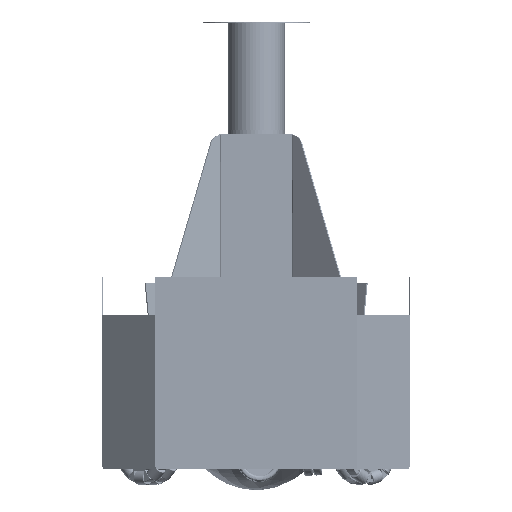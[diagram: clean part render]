
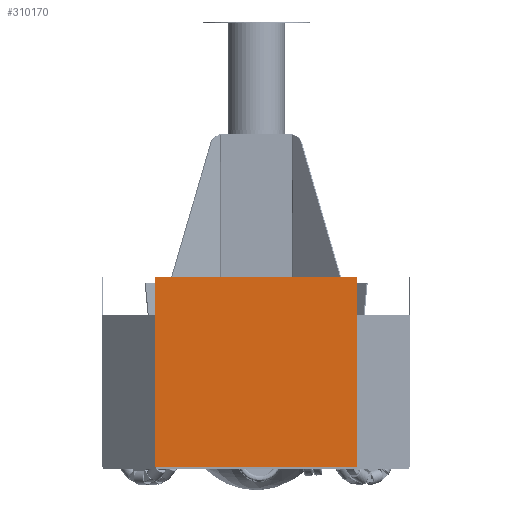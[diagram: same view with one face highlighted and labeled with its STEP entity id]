
A CAD part, front view. The second image highlights one B-rep face of the part: STEP entity #310170.
In plain terms, the highlighted free-form (B-spline) face has degree [1, 1] with [2, 2] control points.
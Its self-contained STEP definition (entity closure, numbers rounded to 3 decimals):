
#310170 = ADVANCED_FACE('',(#310171),#310215,.F.);
#310171 = FACE_BOUND('',#310172,.T.);
#310172 = EDGE_LOOP('',(#310173,#310182,#310189,#310196,#310203,#310210)
  );
#310173 = ORIENTED_EDGE('',*,*,#310174,.F.);
#310174 = EDGE_CURVE('',#310175,#310177,#310179,.T.);
#310175 = VERTEX_POINT('',#310176);
#310176 = CARTESIAN_POINT('',(321.701,10.991,
    582.009));
#310177 = VERTEX_POINT('',#310178);
#310178 = CARTESIAN_POINT('',(321.701,10.991,
    354.156));
#310179 = B_SPLINE_CURVE_WITH_KNOTS('',1,(#310180,#310181),
  .UNSPECIFIED.,.F.,.F.,(2,2),(53.,266.01),.PIECEWISE_BEZIER_KNOTS.);
#310180 = CARTESIAN_POINT('',(321.701,10.991,
    582.009));
#310181 = CARTESIAN_POINT('',(321.701,10.991,
    354.156));
#310182 = ORIENTED_EDGE('',*,*,#310183,.F.);
#310183 = EDGE_CURVE('',#310184,#310175,#310186,.T.);
#310184 = VERTEX_POINT('',#310185);
#310185 = CARTESIAN_POINT('',(321.701,10.991,
    638.702));
#310186 = B_SPLINE_CURVE_WITH_KNOTS('',1,(#310187,#310188),
  .UNSPECIFIED.,.F.,.F.,(2,2),(0.,53.),.PIECEWISE_BEZIER_KNOTS.);
#310187 = CARTESIAN_POINT('',(321.701,10.991,
    638.702));
#310188 = CARTESIAN_POINT('',(321.701,10.991,
    582.009));
#310189 = ORIENTED_EDGE('',*,*,#310190,.F.);
#310190 = EDGE_CURVE('',#310191,#310184,#310193,.T.);
#310191 = VERTEX_POINT('',#310192);
#310192 = CARTESIAN_POINT('',(17.912,10.991,
    638.702));
#310193 = B_SPLINE_CURVE_WITH_KNOTS('',1,(#310194,#310195),
  .UNSPECIFIED.,.F.,.F.,(2,2),(-284.,-0.),.PIECEWISE_BEZIER_KNOTS.);
#310194 = CARTESIAN_POINT('',(17.912,10.991,
    638.702));
#310195 = CARTESIAN_POINT('',(321.701,10.991,
    638.702));
#310196 = ORIENTED_EDGE('',*,*,#310197,.F.);
#310197 = EDGE_CURVE('',#310198,#310191,#310200,.T.);
#310198 = VERTEX_POINT('',#310199);
#310199 = CARTESIAN_POINT('',(17.912,10.991,
    582.009));
#310200 = B_SPLINE_CURVE_WITH_KNOTS('',1,(#310201,#310202),
  .UNSPECIFIED.,.F.,.F.,(2,2),(-53.,0.),.PIECEWISE_BEZIER_KNOTS.);
#310201 = CARTESIAN_POINT('',(17.912,10.991,
    582.009));
#310202 = CARTESIAN_POINT('',(17.912,10.991,
    638.702));
#310203 = ORIENTED_EDGE('',*,*,#310204,.F.);
#310204 = EDGE_CURVE('',#310205,#310198,#310207,.T.);
#310205 = VERTEX_POINT('',#310206);
#310206 = CARTESIAN_POINT('',(17.912,10.991,
    354.156));
#310207 = B_SPLINE_CURVE_WITH_KNOTS('',1,(#310208,#310209),
  .UNSPECIFIED.,.F.,.F.,(2,2),(-266.01,-53.),.PIECEWISE_BEZIER_KNOTS.);
#310208 = CARTESIAN_POINT('',(17.912,10.991,
    354.156));
#310209 = CARTESIAN_POINT('',(17.912,10.991,
    582.009));
#310210 = ORIENTED_EDGE('',*,*,#310211,.F.);
#310211 = EDGE_CURVE('',#310177,#310205,#310212,.T.);
#310212 = B_SPLINE_CURVE_WITH_KNOTS('',1,(#310213,#310214),
  .UNSPECIFIED.,.F.,.F.,(2,2),(0.,284.),
  .PIECEWISE_BEZIER_KNOTS.);
#310213 = CARTESIAN_POINT('',(321.701,10.991,
    354.156));
#310214 = CARTESIAN_POINT('',(17.912,10.991,
    354.156));
#310215 = B_SPLINE_SURFACE_WITH_KNOTS('',1,1,(
    (#310216,#310217)
    ,(#310218,#310219
    )),.UNSPECIFIED.,.F.,.F.,.F.,(2,2),(2,2),(0.,284.),(
    -266.01,0.),.PIECEWISE_BEZIER_KNOTS.);
#310216 = CARTESIAN_POINT('',(321.701,10.991,
    354.156));
#310217 = CARTESIAN_POINT('',(321.701,10.991,
    638.702));
#310218 = CARTESIAN_POINT('',(17.912,10.991,
    354.156));
#310219 = CARTESIAN_POINT('',(17.912,10.991,
    638.702));
